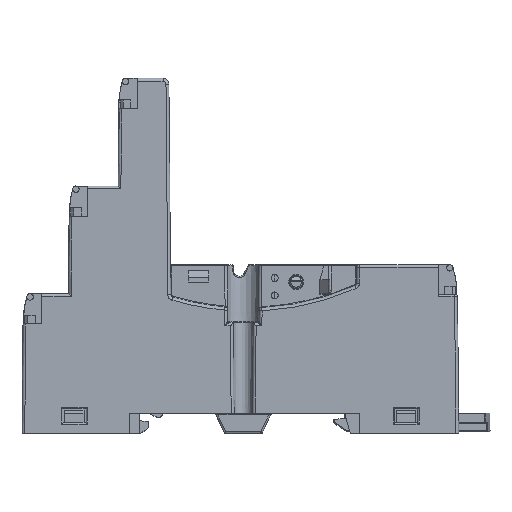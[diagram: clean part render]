
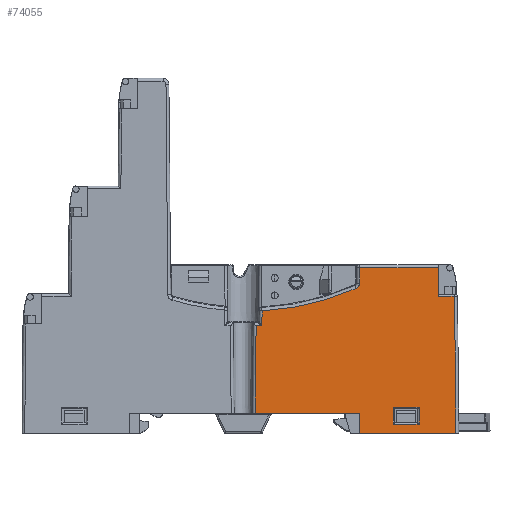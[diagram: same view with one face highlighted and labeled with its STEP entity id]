
A CAD part, top view. The second image highlights one B-rep face of the part: STEP entity #74055.
In plain terms, the highlighted planar face has unit normal (0, 0, 1).
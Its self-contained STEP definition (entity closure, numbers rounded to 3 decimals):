
#35714=CARTESIAN_POINT('',(-1019.178,-10.297,13.45));
#35715=DIRECTION('',(0.,0.,1.));
#35716=DIRECTION('',(1.,0.,0.));
#35717=AXIS2_PLACEMENT_3D('',#35714,#35715,#35716);
#35722=DIRECTION('',(1.,0.,0.));
#35723=VECTOR('',#35722,16.5);
#35724=CARTESIAN_POINT('',(-36.178,-10.297,13.45));
#35725=LINE('',#35724,#35723);
#35729=DIRECTION('',(0.,-1.,0.));
#35730=VECTOR('',#35729,3.5);
#35731=CARTESIAN_POINT('',(-36.178,-6.797,
13.45));
#35732=LINE('',#35731,#35730);
#35736=DIRECTION('',(1.,0.,0.));
#35737=VECTOR('',#35736,17.923);
#35738=CARTESIAN_POINT('',(-54.1,-6.797,
13.45));
#35739=LINE('',#35738,#35737);
#35743=DIRECTION('',(-0.009,-1.,0.));
#35744=VECTOR('',#35743,15.001);
#35745=CARTESIAN_POINT('',(-53.97,8.203,13.45));
#35746=LINE('',#35745,#35744);
#35750=DIRECTION('',(-0.009,-1.,0.));
#35751=VECTOR('',#35750,2.562);
#35752=CARTESIAN_POINT('',(-52.947,10.765,13.45));
#35753=LINE('',#35752,#35751);
#35757=CARTESIAN_POINT('',(-55.335,56.713,13.45));
#35758=DIRECTION('',(0.,0.,-1.));
#35759=DIRECTION('',(0.403,-0.915,0.));
#35760=AXIS2_PLACEMENT_3D('',#35757,#35758,#35759);
#35765=CARTESIAN_POINT('',(-37.206,15.516,13.45));
#35766=DIRECTION('',(0.,0.,-1.));
#35767=DIRECTION('',(1.,-0.009,0.));
#35768=AXIS2_PLACEMENT_3D('',#35765,#35766,#35767);
#35773=DIRECTION('',(-0.009,-1.,0.));
#35774=VECTOR('',#35773,2.696);
#35775=CARTESIAN_POINT('',(-36.182,18.203,13.45));
#35776=LINE('',#35775,#35774);
#35787=DIRECTION('',(1.,0.,0.));
#35788=VECTOR('',#35787,2.704);
#35789=CARTESIAN_POINT('',(-22.661,13.303,13.45));
#35790=LINE('',#35789,#35788);
#35831=DIRECTION('',(0.,-1.,0.));
#35832=VECTOR('',#35831,4.9);
#35833=CARTESIAN_POINT('',(-22.661,18.203,13.45));
#35834=LINE('',#35833,#35832);
#35845=DIRECTION('',(1.,0.,0.));
#35846=VECTOR('',#35845,13.522);
#35847=CARTESIAN_POINT('',(-36.182,18.203,13.45));
#35848=LINE('',#35847,#35846);
#38093=CARTESIAN_POINT('',(-52.97,8.203,
13.45));
#38098=DIRECTION('',(1.,0.,0.));
#38099=VECTOR('',#38098,1.);
#38100=CARTESIAN_POINT('',(-53.97,8.203,13.45));
#38101=LINE('',#38100,#38099);
#38112=CARTESIAN_POINT('',(-53.97,8.203,13.45));
#60965=DIRECTION('',(0.,1.,0.));
#60966=VECTOR('',#60965,2.9);
#60967=CARTESIAN_POINT('',(-25.978,-8.697,13.45));
#60968=LINE('',#60967,#60966);
#61001=DIRECTION('',(1.,0.,0.));
#61002=VECTOR('',#61001,4.4);
#61003=CARTESIAN_POINT('',(-30.378,-8.697,13.45));
#61004=LINE('',#61003,#61002);
#61040=DIRECTION('',(0.,-1.,0.));
#61041=VECTOR('',#61040,2.9);
#61042=CARTESIAN_POINT('',(-30.378,-5.797,13.45));
#61043=LINE('',#61042,#61041);
#61072=DIRECTION('',(-1.,0.,0.));
#61073=VECTOR('',#61072,4.4);
#61074=CARTESIAN_POINT('',(-25.978,-5.797,13.45));
#61075=LINE('',#61074,#61073);
#65055=VERTEX_POINT('',#38093);
#65731=CARTESIAN_POINT('',(-36.178,-6.797,
13.45));
#65732=VERTEX_POINT('',#65731);
#65733=CARTESIAN_POINT('',(-54.1,-6.797,
13.45));
#65734=VERTEX_POINT('',#65733);
#65759=VERTEX_POINT('',#38112);
#65760=CARTESIAN_POINT('',(-22.661,13.303,13.45));
#65761=CARTESIAN_POINT('',(-19.957,13.303,
13.45));
#65762=VERTEX_POINT('',#65760);
#65763=VERTEX_POINT('',#65761);
#65764=CARTESIAN_POINT('',(-22.661,18.203,13.45));
#65765=VERTEX_POINT('',#65764);
#65766=CARTESIAN_POINT('',(-36.182,18.203,13.45));
#65767=VERTEX_POINT('',#65766);
#65768=CARTESIAN_POINT('',(-36.206,15.507,
13.45));
#65769=VERTEX_POINT('',#65768);
#65770=CARTESIAN_POINT('',(-36.803,14.6,
13.45));
#65771=VERTEX_POINT('',#65770);
#65772=CARTESIAN_POINT('',(-52.947,10.765,13.45));
#65773=VERTEX_POINT('',#65772);
#65774=CARTESIAN_POINT('',(-36.178,-10.297,13.45));
#65775=VERTEX_POINT('',#65774);
#65776=CARTESIAN_POINT('',(-19.678,-10.297,13.45));
#65777=VERTEX_POINT('',#65776);
#65778=CARTESIAN_POINT('',(-25.978,-8.697,13.45));
#65779=CARTESIAN_POINT('',(-25.978,-5.797,13.45));
#65780=VERTEX_POINT('',#65778);
#65781=VERTEX_POINT('',#65779);
#65782=CARTESIAN_POINT('',(-30.378,-8.697,13.45));
#65783=VERTEX_POINT('',#65782);
#65784=CARTESIAN_POINT('',(-30.378,-5.797,13.45));
#65785=VERTEX_POINT('',#65784);
#74015=CARTESIAN_POINT('',(905.822,-10.297,13.45));
#74016=DIRECTION('',(0.,0.,-1.));
#74017=DIRECTION('',(-1.,0.,0.));
#74018=AXIS2_PLACEMENT_3D('',#74015,#74016,#74017);
#74019=PLANE('',#74018);
#74021=ORIENTED_EDGE('',*,*,#74020,.T.);
#74022=ORIENTED_EDGE('',*,*,#74003,.F.);
#74023=ORIENTED_EDGE('',*,*,#72673,.F.);
#74025=ORIENTED_EDGE('',*,*,#74024,.F.);
#74026=ORIENTED_EDGE('',*,*,#72415,.F.);
#74028=ORIENTED_EDGE('',*,*,#74027,.F.);
#74030=ORIENTED_EDGE('',*,*,#74029,.T.);
#74032=ORIENTED_EDGE('',*,*,#74031,.F.);
#74034=ORIENTED_EDGE('',*,*,#74033,.F.);
#74036=ORIENTED_EDGE('',*,*,#74035,.F.);
#74038=ORIENTED_EDGE('',*,*,#74037,.F.);
#74040=ORIENTED_EDGE('',*,*,#74039,.T.);
#74042=ORIENTED_EDGE('',*,*,#74041,.T.);
#74043=EDGE_LOOP('',(#74021,#74022,#74023,#74025,#74026,#74028,#74030,#74032,
#74034,#74036,#74038,#74040,#74042));
#74044=FACE_OUTER_BOUND('',#74043,.F.);
#74046=ORIENTED_EDGE('',*,*,#74045,.T.);
#74048=ORIENTED_EDGE('',*,*,#74047,.T.);
#74050=ORIENTED_EDGE('',*,*,#74049,.T.);
#74052=ORIENTED_EDGE('',*,*,#74051,.T.);
#74053=EDGE_LOOP('',(#74046,#74048,#74050,#74052));
#74054=FACE_BOUND('',#74053,.F.);
#35718=CIRCLE('',#35717,999.5);
#35761=CIRCLE('',#35760,46.01);
#35769=CIRCLE('',#35768,1.);
#72415=EDGE_CURVE('',#65734,#65732,#35739,.T.);
#72673=EDGE_CURVE('',#65775,#65777,#35725,.T.);
#74003=EDGE_CURVE('',#65777,#65763,#35718,.T.);
#74020=EDGE_CURVE('',#65762,#65763,#35790,.T.);
#74024=EDGE_CURVE('',#65732,#65775,#35732,.T.);
#74027=EDGE_CURVE('',#65759,#65734,#35746,.T.);
#74029=EDGE_CURVE('',#65759,#65055,#38101,.T.);
#74031=EDGE_CURVE('',#65773,#65055,#35753,.T.);
#74033=EDGE_CURVE('',#65771,#65773,#35761,.T.);
#74035=EDGE_CURVE('',#65769,#65771,#35769,.T.);
#74037=EDGE_CURVE('',#65767,#65769,#35776,.T.);
#74039=EDGE_CURVE('',#65767,#65765,#35848,.T.);
#74041=EDGE_CURVE('',#65765,#65762,#35834,.T.);
#74045=EDGE_CURVE('',#65780,#65781,#60968,.T.);
#74047=EDGE_CURVE('',#65781,#65785,#61075,.T.);
#74049=EDGE_CURVE('',#65785,#65783,#61043,.T.);
#74051=EDGE_CURVE('',#65783,#65780,#61004,.T.);
#74055=ADVANCED_FACE('',(#74044,#74054),#74019,.F.);
